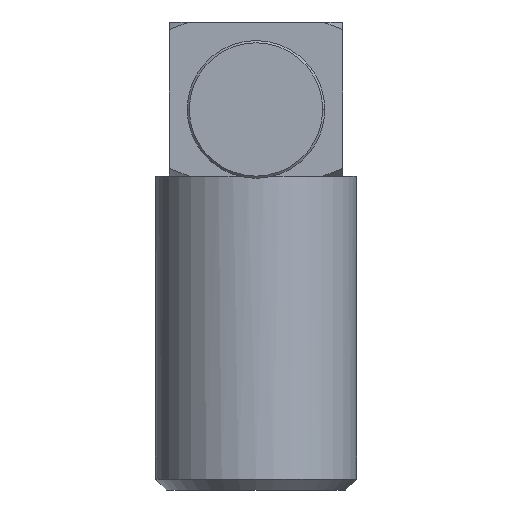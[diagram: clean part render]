
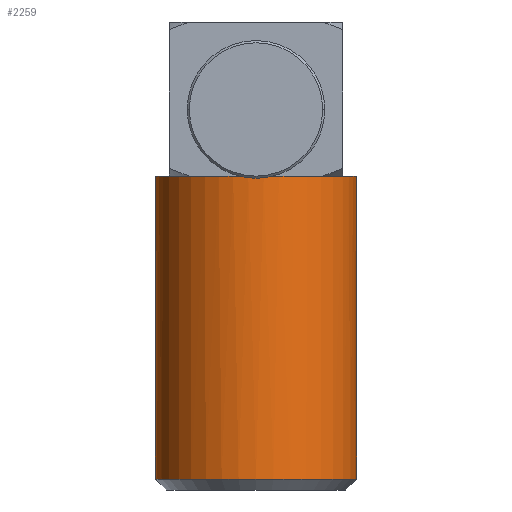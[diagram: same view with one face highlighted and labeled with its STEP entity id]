
A CAD part, front view. The second image highlights one B-rep face of the part: STEP entity #2259.
In plain terms, the highlighted cylindrical face has radius 2.3 mm (diameter 4.6 mm), a partial arc.
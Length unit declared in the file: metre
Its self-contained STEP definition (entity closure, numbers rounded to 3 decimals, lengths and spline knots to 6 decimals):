
#292 = CARTESIAN_POINT ( 'NONE',  ( 0.0023, 0., -0.010705 ) ) ;
#357 = CARTESIAN_POINT ( 'NONE',  ( 0., 0., -0.003525 ) ) ;
#377 = ORIENTED_EDGE ( 'NONE', *, *, #1428, .F. ) ;
#413 = VECTOR ( 'NONE', #1399, 1. ) ;
#585 = EDGE_LOOP ( 'NONE', ( #3554, #4170, #3842, #377, #3007, #4374, #928, #1750 ) ) ;
#593 = AXIS2_PLACEMENT_3D ( 'NONE', #3477, #892, #3915 ) ;
#741 = CARTESIAN_POINT ( 'NONE',  ( 0., 0., -0.003525 ) ) ;
#752 = CARTESIAN_POINT ( 'NONE',  ( 0.00117, -0.00198, -0.003525 ) ) ;
#787 = DIRECTION ( 'NONE',  ( 1., 0., 0. ) ) ;
#848 = DIRECTION ( 'NONE',  ( 0., 0., 1. ) ) ;
#892 = DIRECTION ( 'NONE',  ( 0., 0., -1. ) ) ;
#898 = AXIS2_PLACEMENT_3D ( 'NONE', #1195, #4198, #1619 ) ;
#928 = ORIENTED_EDGE ( 'NONE', *, *, #3094, .T. ) ;
#1049 = VERTEX_POINT ( 'NONE', #2025 ) ;
#1057 = CARTESIAN_POINT ( 'NONE',  ( 0.0023, 0., -0.010455 ) ) ;
#1067 = EDGE_CURVE ( 'NONE', #3628, #2610, #1373, .T. ) ;
#1084 = DIRECTION ( 'NONE',  ( 0., 0., -1. ) ) ;
#1170 = DIRECTION ( 'NONE',  ( 1., 0., 0. ) ) ;
#1195 = CARTESIAN_POINT ( 'NONE',  ( 0., 0., -0.003525 ) ) ;
#1373 = CIRCLE ( 'NONE', #898, 0.0023 ) ;
#1399 = DIRECTION ( 'NONE',  ( 0., 0., -1. ) ) ;
#1423 = AXIS2_PLACEMENT_3D ( 'NONE', #3658, #1084, #4084 ) ;
#1428 = EDGE_CURVE ( 'NONE', #4907, #2011, #4192, .T. ) ;
#1619 = DIRECTION ( 'NONE',  ( 1., 0., 0. ) ) ;
#1681 = DIRECTION ( 'NONE',  ( 1., 0., 0. ) ) ;
#1714 = CARTESIAN_POINT ( 'NONE',  ( -0.0023, 0., -0.010455 ) ) ;
#1750 = ORIENTED_EDGE ( 'NONE', *, *, #3196, .T. ) ;
#1765 = CIRCLE ( 'NONE', #1996, 0.0023 ) ;
#1915 = CARTESIAN_POINT ( 'NONE',  ( 0.00198, -0.00117, -0.003525 ) ) ;
#1938 = VERTEX_POINT ( 'NONE', #2217 ) ;
#1971 = DIRECTION ( 'NONE',  ( 0., 0., -1. ) ) ;
#1996 = AXIS2_PLACEMENT_3D ( 'NONE', #741, #3759, #1170 ) ;
#2011 = VERTEX_POINT ( 'NONE', #1057 ) ;
#2025 = CARTESIAN_POINT ( 'NONE',  ( -0.00117, -0.00198, -0.003525 ) ) ;
#2028 = CIRCLE ( 'NONE', #5576, 0.0023 ) ;
#2071 = CARTESIAN_POINT ( 'NONE',  ( 0.0023, 0., -0.003525 ) ) ;
#2217 = CARTESIAN_POINT ( 'NONE',  ( -0.00198, -0.00117, -0.003525 ) ) ;
#2259 = ADVANCED_FACE ( 'NONE', ( #5277 ), #2982, .T. ) ;
#2306 = EDGE_CURVE ( 'NONE', #2746, #2011, #3251, .T. ) ;
#2362 = EDGE_CURVE ( 'NONE', #1938, #5429, #5001, .T. ) ;
#2610 = VERTEX_POINT ( 'NONE', #752 ) ;
#2707 = LINE ( 'NONE', #3550, #413 ) ;
#2746 = VERTEX_POINT ( 'NONE', #1714 ) ;
#2982 = CYLINDRICAL_SURFACE ( 'NONE', #5026, 0.0023 ) ;
#3007 = ORIENTED_EDGE ( 'NONE', *, *, #3182, .T. ) ;
#3058 = VECTOR ( 'NONE', #1971, 1. ) ;
#3087 = CARTESIAN_POINT ( 'NONE',  ( -0.0023, 0., -0.003525 ) ) ;
#3094 = EDGE_CURVE ( 'NONE', #2610, #1049, #2028, .T. ) ;
#3182 = EDGE_CURVE ( 'NONE', #4907, #3628, #4045, .T. ) ;
#3196 = EDGE_CURVE ( 'NONE', #1049, #1938, #1765, .T. ) ;
#3251 = CIRCLE ( 'NONE', #4458, 0.0023 ) ;
#3378 = DIRECTION ( 'NONE',  ( 0., 0., -1. ) ) ;
#3447 = CARTESIAN_POINT ( 'NONE',  ( 0., 0., -0.010455 ) ) ;
#3477 = CARTESIAN_POINT ( 'NONE',  ( 0., 0., -0.003525 ) ) ;
#3500 = EDGE_CURVE ( 'NONE', #5429, #2746, #2707, .T. ) ;
#3550 = CARTESIAN_POINT ( 'NONE',  ( -0.0023, 0., -0.010705 ) ) ;
#3554 = ORIENTED_EDGE ( 'NONE', *, *, #2362, .T. ) ;
#3628 = VERTEX_POINT ( 'NONE', #1915 ) ;
#3658 = CARTESIAN_POINT ( 'NONE',  ( 0., 0., -0.003525 ) ) ;
#3759 = DIRECTION ( 'NONE',  ( 0., 0., -1. ) ) ;
#3842 = ORIENTED_EDGE ( 'NONE', *, *, #2306, .T. ) ;
#3873 = DIRECTION ( 'NONE',  ( -1., 0., 0. ) ) ;
#3915 = DIRECTION ( 'NONE',  ( 1., 0., 0. ) ) ;
#4045 = CIRCLE ( 'NONE', #1423, 0.0023 ) ;
#4084 = DIRECTION ( 'NONE',  ( 1., 0., 0. ) ) ;
#4170 = ORIENTED_EDGE ( 'NONE', *, *, #3500, .T. ) ;
#4192 = LINE ( 'NONE', #292, #3058 ) ;
#4198 = DIRECTION ( 'NONE',  ( 0., 0., -1. ) ) ;
#4261 = CARTESIAN_POINT ( 'NONE',  ( 0., 0., -0.010705 ) ) ;
#4374 = ORIENTED_EDGE ( 'NONE', *, *, #1067, .T. ) ;
#4458 = AXIS2_PLACEMENT_3D ( 'NONE', #3447, #848, #3873 ) ;
#4907 = VERTEX_POINT ( 'NONE', #2071 ) ;
#5001 = CIRCLE ( 'NONE', #593, 0.0023 ) ;
#5026 = AXIS2_PLACEMENT_3D ( 'NONE', #4261, #5546, #1681 ) ;
#5277 = FACE_OUTER_BOUND ( 'NONE', #585, .T. ) ;
#5429 = VERTEX_POINT ( 'NONE', #3087 ) ;
#5546 = DIRECTION ( 'NONE',  ( 0., 0., -1. ) ) ;
#5576 = AXIS2_PLACEMENT_3D ( 'NONE', #357, #3378, #787 ) ;
